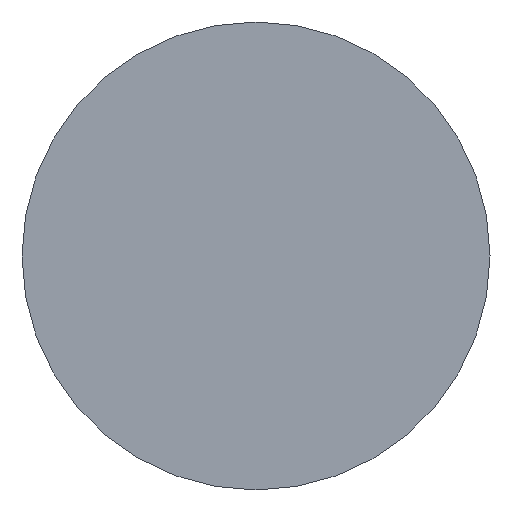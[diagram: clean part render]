
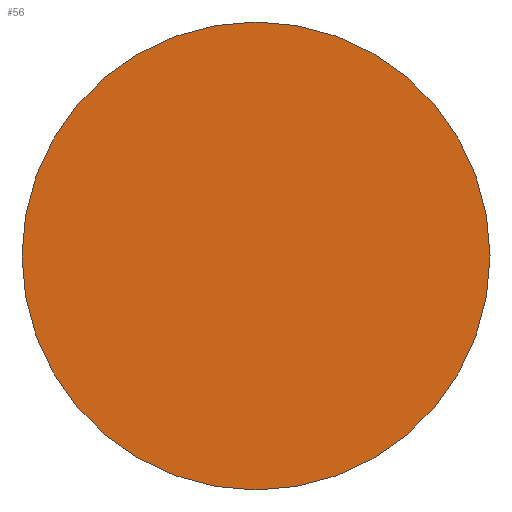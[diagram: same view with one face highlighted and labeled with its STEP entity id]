
A CAD part, front view. The second image highlights one B-rep face of the part: STEP entity #56.
In plain terms, the highlighted planar face has unit normal (0, -1, 0).
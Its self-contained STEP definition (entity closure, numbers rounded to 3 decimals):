
#56=ADVANCED_FACE('',(#107),#108,.F.);
#107=FACE_OUTER_BOUND('',#149,.T.);
#108=PLANE('',#150);
#149=EDGE_LOOP('',(#236,#237));
#150=AXIS2_PLACEMENT_3D('',#238,#239,#240);
#236=ORIENTED_EDGE('',*,*,#273,.F.);
#237=ORIENTED_EDGE('',*,*,#270,.T.);
#238=CARTESIAN_POINT('',(-11.,-20.,-11.0));
#239=DIRECTION('',(0.,1.0,0.));
#240=DIRECTION('',(0.,0.,-1.0));
#270=EDGE_CURVE('',#317,#315,#318,.T.);
#273=EDGE_CURVE('',#317,#315,#321,.T.);
#315=VERTEX_POINT('',#369);
#317=VERTEX_POINT('',#372);
#318=CIRCLE('',#373,10.0);
#321=CIRCLE('',#377,10.0);
#369=CARTESIAN_POINT('',(0.,-20.0,10.0));
#372=CARTESIAN_POINT('',(0.,-20.0,-10.0));
#373=AXIS2_PLACEMENT_3D('',#423,#424,#425);
#377=AXIS2_PLACEMENT_3D('',#427,#428,#429);
#423=CARTESIAN_POINT('',(0.,-20.0,0.));
#424=DIRECTION('',(0.,-1.0,0.));
#425=DIRECTION('',(0.,0.,-1.0));
#427=CARTESIAN_POINT('',(0.,-20.0,0.));
#428=DIRECTION('',(0.,1.0,0.));
#429=DIRECTION('',(0.,0.,-1.0));
